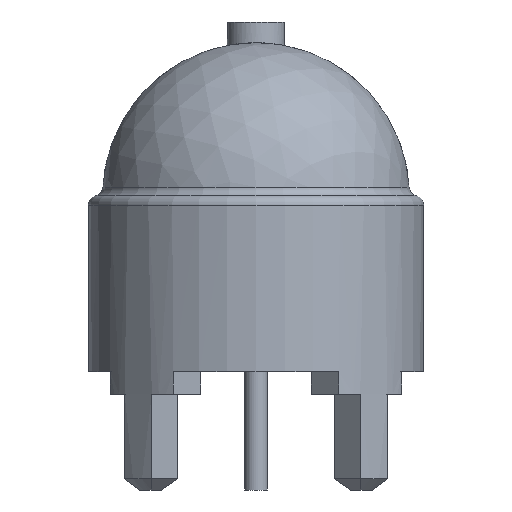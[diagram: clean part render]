
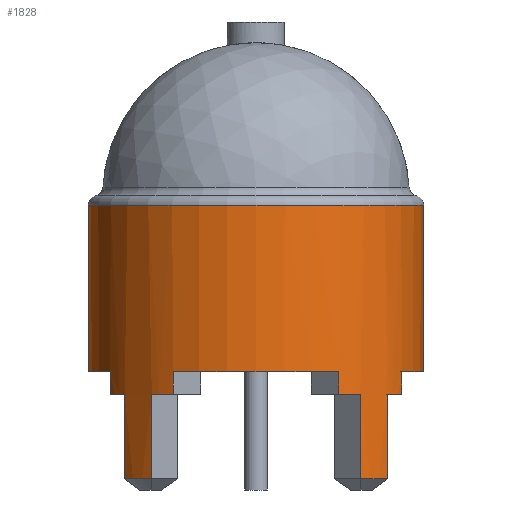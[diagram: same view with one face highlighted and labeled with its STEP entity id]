
A CAD part, left-side view. The second image highlights one B-rep face of the part: STEP entity #1828.
In plain terms, the highlighted cylindrical face has radius 5.25 mm (diameter 10.5 mm), a partial arc.
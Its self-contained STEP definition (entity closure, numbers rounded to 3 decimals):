
#142=LINE('',#2989,#272);
#159=LINE('',#3205,#289);
#162=LINE('',#3211,#292);
#163=LINE('',#3215,#293);
#164=LINE('',#3219,#294);
#165=LINE('',#3222,#295);
#166=LINE('',#3224,#296);
#167=LINE('',#3227,#297);
#168=LINE('',#3230,#298);
#169=LINE('',#3231,#299);
#272=VECTOR('',#2229,10.);
#289=VECTOR('',#2326,10.);
#292=VECTOR('',#2331,10.);
#293=VECTOR('',#2334,10.);
#294=VECTOR('',#2337,10.);
#295=VECTOR('',#2340,10.);
#296=VECTOR('',#2341,10.);
#297=VECTOR('',#2344,10.);
#298=VECTOR('',#2347,10.);
#299=VECTOR('',#2348,10.);
#390=CYLINDRICAL_SURFACE('',#2004,5.25);
#446=FACE_OUTER_BOUND('',#569,.T.);
#569=EDGE_LOOP('',(#1397,#1398,#1399,#1400,#1401,#1402,#1403,#1404,#1405,
#1406,#1407,#1408,#1409,#1410,#1411,#1412,#1413,#1414,#1415,#1416,#1417,
#1418,#1419,#1420));
#665=B_SPLINE_CURVE_WITH_KNOTS('',3,(#2822,#2823,#2824,#2825),
 .UNSPECIFIED.,.F.,.F.,(4,4),(0.,0.01),.UNSPECIFIED.);
#668=B_SPLINE_CURVE_WITH_KNOTS('',3,(#2853,#2854,#2855,#2856),
 .UNSPECIFIED.,.F.,.F.,(4,4),(1.618,1.628),
 .UNSPECIFIED.);
#673=B_SPLINE_CURVE_WITH_KNOTS('',3,(#3033,#3034,#3035,#3036,#3037,#3038,
#3039),.UNSPECIFIED.,.F.,.F.,(4,1,1,1,4),(0.057,0.072,
0.105,0.172,0.271),.UNSPECIFIED.);
#676=B_SPLINE_CURVE_WITH_KNOTS('',3,(#3094,#3095,#3096,#3097,#3098,#3099,
#3100),.UNSPECIFIED.,.F.,.F.,(4,1,1,1,4),(-0.271,-0.138,
-0.105,-0.072,-0.057),
 .UNSPECIFIED.);
#701=CIRCLE('',#1953,5.25);
#703=CIRCLE('',#1955,5.25);
#705=CIRCLE('',#1957,5.25);
#716=CIRCLE('',#1972,5.25);
#728=CIRCLE('',#1997,5.25);
#731=CIRCLE('',#2005,5.25);
#732=CIRCLE('',#2006,5.25);
#733=CIRCLE('',#2007,5.25);
#734=CIRCLE('',#2008,5.25);
#735=CIRCLE('',#2009,5.25);
#804=VERTEX_POINT('',#2819);
#805=VERTEX_POINT('',#2821);
#810=VERTEX_POINT('',#2843);
#811=VERTEX_POINT('',#2852);
#820=VERTEX_POINT('',#2949);
#821=VERTEX_POINT('',#2951);
#824=VERTEX_POINT('',#2957);
#825=VERTEX_POINT('',#2959);
#828=VERTEX_POINT('',#2965);
#829=VERTEX_POINT('',#2967);
#841=VERTEX_POINT('',#3032);
#844=VERTEX_POINT('',#3092);
#861=VERTEX_POINT('',#3171);
#862=VERTEX_POINT('',#3176);
#867=VERTEX_POINT('',#3204);
#869=VERTEX_POINT('',#3210);
#870=VERTEX_POINT('',#3212);
#871=VERTEX_POINT('',#3214);
#872=VERTEX_POINT('',#3216);
#873=VERTEX_POINT('',#3218);
#874=VERTEX_POINT('',#3220);
#875=VERTEX_POINT('',#3223);
#876=VERTEX_POINT('',#3226);
#877=VERTEX_POINT('',#3228);
#982=EDGE_CURVE('',#804,#805,#665,.T.);
#988=EDGE_CURVE('',#810,#811,#668,.T.);
#1002=EDGE_CURVE('',#821,#820,#701,.T.);
#1006=EDGE_CURVE('',#825,#824,#703,.T.);
#1010=EDGE_CURVE('',#829,#828,#705,.T.);
#1021=EDGE_CURVE('',#829,#804,#142,.T.);
#1025=EDGE_CURVE('',#805,#841,#673,.T.);
#1030=EDGE_CURVE('',#844,#810,#676,.T.);
#1032=EDGE_CURVE('',#841,#844,#716,.T.);
#1060=EDGE_CURVE('',#861,#862,#728,.T.);
#1070=EDGE_CURVE('',#867,#862,#159,.T.);
#1073=EDGE_CURVE('',#828,#869,#162,.T.);
#1074=EDGE_CURVE('',#869,#870,#731,.T.);
#1075=EDGE_CURVE('',#870,#871,#163,.T.);
#1076=EDGE_CURVE('',#872,#871,#732,.T.);
#1077=EDGE_CURVE('',#873,#872,#164,.T.);
#1078=EDGE_CURVE('',#873,#874,#733,.T.);
#1079=EDGE_CURVE('',#874,#825,#165,.T.);
#1080=EDGE_CURVE('',#824,#875,#166,.T.);
#1081=EDGE_CURVE('',#875,#867,#734,.T.);
#1082=EDGE_CURVE('',#876,#861,#167,.T.);
#1083=EDGE_CURVE('',#876,#877,#735,.T.);
#1084=EDGE_CURVE('',#877,#821,#168,.T.);
#1085=EDGE_CURVE('',#820,#811,#169,.T.);
#1397=ORIENTED_EDGE('',*,*,#1025,.F.);
#1398=ORIENTED_EDGE('',*,*,#982,.F.);
#1399=ORIENTED_EDGE('',*,*,#1021,.F.);
#1400=ORIENTED_EDGE('',*,*,#1010,.T.);
#1401=ORIENTED_EDGE('',*,*,#1073,.T.);
#1402=ORIENTED_EDGE('',*,*,#1074,.T.);
#1403=ORIENTED_EDGE('',*,*,#1075,.T.);
#1404=ORIENTED_EDGE('',*,*,#1076,.F.);
#1405=ORIENTED_EDGE('',*,*,#1077,.F.);
#1406=ORIENTED_EDGE('',*,*,#1078,.T.);
#1407=ORIENTED_EDGE('',*,*,#1079,.T.);
#1408=ORIENTED_EDGE('',*,*,#1006,.T.);
#1409=ORIENTED_EDGE('',*,*,#1080,.T.);
#1410=ORIENTED_EDGE('',*,*,#1081,.T.);
#1411=ORIENTED_EDGE('',*,*,#1070,.T.);
#1412=ORIENTED_EDGE('',*,*,#1060,.F.);
#1413=ORIENTED_EDGE('',*,*,#1082,.F.);
#1414=ORIENTED_EDGE('',*,*,#1083,.T.);
#1415=ORIENTED_EDGE('',*,*,#1084,.T.);
#1416=ORIENTED_EDGE('',*,*,#1002,.T.);
#1417=ORIENTED_EDGE('',*,*,#1085,.T.);
#1418=ORIENTED_EDGE('',*,*,#988,.F.);
#1419=ORIENTED_EDGE('',*,*,#1030,.F.);
#1420=ORIENTED_EDGE('',*,*,#1032,.F.);
#1828=ADVANCED_FACE('',(#446),#390,.T.);
#1953=AXIS2_PLACEMENT_3D('',#2952,#2198,#2199);
#1955=AXIS2_PLACEMENT_3D('',#2960,#2204,#2205);
#1957=AXIS2_PLACEMENT_3D('',#2968,#2210,#2211);
#1972=AXIS2_PLACEMENT_3D('',#3103,#2247,#2248);
#1997=AXIS2_PLACEMENT_3D('',#3177,#2308,#2309);
#2004=AXIS2_PLACEMENT_3D('',#3209,#2329,#2330);
#2005=AXIS2_PLACEMENT_3D('',#3213,#2332,#2333);
#2006=AXIS2_PLACEMENT_3D('',#3217,#2335,#2336);
#2007=AXIS2_PLACEMENT_3D('',#3221,#2338,#2339);
#2008=AXIS2_PLACEMENT_3D('',#3225,#2342,#2343);
#2009=AXIS2_PLACEMENT_3D('',#3229,#2345,#2346);
#2198=DIRECTION('center_axis',(0.,0.,1.));
#2199=DIRECTION('ref_axis',(1.,0.,0.));
#2204=DIRECTION('center_axis',(0.,0.,1.));
#2205=DIRECTION('ref_axis',(1.,0.,0.));
#2210=DIRECTION('center_axis',(0.,0.,1.));
#2211=DIRECTION('ref_axis',(1.,0.,0.));
#2229=DIRECTION('',(0.,0.,1.));
#2247=DIRECTION('center_axis',(0.,0.,1.));
#2248=DIRECTION('ref_axis',(-1.,0.,0.));
#2308=DIRECTION('center_axis',(0.,0.,-1.));
#2309=DIRECTION('ref_axis',(-1.,0.,0.));
#2326=DIRECTION('',(0.,0.,-1.));
#2329=DIRECTION('center_axis',(0.,0.,1.));
#2330=DIRECTION('ref_axis',(-1.,0.,0.));
#2331=DIRECTION('',(0.,0.,-1.));
#2332=DIRECTION('center_axis',(0.,0.,1.));
#2333=DIRECTION('ref_axis',(1.,0.,0.));
#2334=DIRECTION('',(0.,0.,-1.));
#2335=DIRECTION('center_axis',(0.,0.,-1.));
#2336=DIRECTION('ref_axis',(-1.,0.,0.));
#2337=DIRECTION('',(0.,0.,-1.));
#2338=DIRECTION('center_axis',(0.,0.,1.));
#2339=DIRECTION('ref_axis',(1.,0.,0.));
#2340=DIRECTION('',(0.,0.,1.));
#2341=DIRECTION('',(0.,0.,-1.));
#2342=DIRECTION('center_axis',(0.,0.,1.));
#2343=DIRECTION('ref_axis',(1.,0.,0.));
#2344=DIRECTION('',(0.,0.,-1.));
#2345=DIRECTION('center_axis',(0.,0.,1.));
#2346=DIRECTION('ref_axis',(1.,0.,0.));
#2347=DIRECTION('',(0.,0.,1.));
#2348=DIRECTION('',(0.,0.,1.));
#2819=CARTESIAN_POINT('',(2.127,4.8,6.2));
#2821=CARTESIAN_POINT('',(2.129,4.799,6.302));
#2822=CARTESIAN_POINT('Ctrl Pts',(2.127,4.8,6.2));
#2823=CARTESIAN_POINT('Ctrl Pts',(2.127,4.8,6.234));
#2824=CARTESIAN_POINT('Ctrl Pts',(2.127,4.8,6.268));
#2825=CARTESIAN_POINT('Ctrl Pts',(2.129,4.799,6.302));
#2843=CARTESIAN_POINT('',(2.129,-4.799,6.302));
#2852=CARTESIAN_POINT('',(2.127,-4.8,6.2));
#2853=CARTESIAN_POINT('Ctrl Pts',(2.129,-4.799,6.302));
#2854=CARTESIAN_POINT('Ctrl Pts',(2.127,-4.8,6.268));
#2855=CARTESIAN_POINT('Ctrl Pts',(2.127,-4.8,6.234));
#2856=CARTESIAN_POINT('Ctrl Pts',(2.127,-4.8,6.2));
#2949=CARTESIAN_POINT('',(2.127,-4.8,0.7));
#2951=CARTESIAN_POINT('',(-2.588,-4.568,0.7));
#2952=CARTESIAN_POINT('Origin',(0.,0.,0.7));
#2957=CARTESIAN_POINT('',(-4.568,-2.588,0.7));
#2959=CARTESIAN_POINT('',(-4.568,2.588,0.7));
#2960=CARTESIAN_POINT('Origin',(0.,0.,0.7));
#2965=CARTESIAN_POINT('',(-2.588,4.568,0.7));
#2967=CARTESIAN_POINT('',(2.127,4.8,0.7));
#2968=CARTESIAN_POINT('Origin',(0.,0.,0.7));
#2989=CARTESIAN_POINT('',(2.127,4.8,0.));
#3032=CARTESIAN_POINT('',(0.,5.25,5.917));
#3033=CARTESIAN_POINT('Ctrl Pts',(2.129,4.799,6.303));
#3034=CARTESIAN_POINT('Ctrl Pts',(2.098,4.813,6.266));
#3035=CARTESIAN_POINT('Ctrl Pts',(1.974,4.867,6.16));
#3036=CARTESIAN_POINT('Ctrl Pts',(1.622,5.002,6.018));
#3037=CARTESIAN_POINT('Ctrl Pts',(0.941,5.191,5.925));
#3038=CARTESIAN_POINT('Ctrl Pts',(0.353,5.25,5.917));
#3039=CARTESIAN_POINT('Ctrl Pts',(0.,5.25,5.917));
#3092=CARTESIAN_POINT('',(0.,-5.25,5.917));
#3094=CARTESIAN_POINT('Ctrl Pts',(0.,-5.25,5.917));
#3095=CARTESIAN_POINT('Ctrl Pts',(0.471,-5.25,5.917));
#3096=CARTESIAN_POINT('Ctrl Pts',(1.062,-5.169,5.919));
#3097=CARTESIAN_POINT('Ctrl Pts',(1.725,-4.962,6.059));
#3098=CARTESIAN_POINT('Ctrl Pts',(1.973,-4.867,6.161));
#3099=CARTESIAN_POINT('Ctrl Pts',(2.097,-4.813,6.266));
#3100=CARTESIAN_POINT('Ctrl Pts',(2.129,-4.799,6.303));
#3103=CARTESIAN_POINT('Origin',(0.,0.,5.917));
#3171=CARTESIAN_POINT('',(-3.264,-4.112,-2.65));
#3176=CARTESIAN_POINT('',(-4.112,-3.264,-2.65));
#3177=CARTESIAN_POINT('Origin',(0.,0.,-2.65));
#3204=CARTESIAN_POINT('',(-4.112,-3.264,0.));
#3205=CARTESIAN_POINT('',(-4.112,-3.264,0.));
#3209=CARTESIAN_POINT('Origin',(0.,0.,0.));
#3210=CARTESIAN_POINT('',(-2.588,4.568,0.));
#3211=CARTESIAN_POINT('',(-2.588,4.568,0.));
#3212=CARTESIAN_POINT('',(-3.264,4.112,0.));
#3213=CARTESIAN_POINT('Origin',(0.,0.,0.));
#3214=CARTESIAN_POINT('',(-3.264,4.112,-2.65));
#3215=CARTESIAN_POINT('',(-3.264,4.112,0.));
#3216=CARTESIAN_POINT('',(-4.112,3.264,-2.65));
#3217=CARTESIAN_POINT('Origin',(0.,0.,-2.65));
#3218=CARTESIAN_POINT('',(-4.112,3.264,0.));
#3219=CARTESIAN_POINT('',(-4.112,3.264,0.));
#3220=CARTESIAN_POINT('',(-4.568,2.588,0.));
#3221=CARTESIAN_POINT('Origin',(0.,0.,0.));
#3222=CARTESIAN_POINT('',(-4.568,2.588,0.));
#3223=CARTESIAN_POINT('',(-4.568,-2.588,0.));
#3224=CARTESIAN_POINT('',(-4.568,-2.588,0.));
#3225=CARTESIAN_POINT('Origin',(0.,0.,0.));
#3226=CARTESIAN_POINT('',(-3.264,-4.112,0.));
#3227=CARTESIAN_POINT('',(-3.264,-4.112,0.));
#3228=CARTESIAN_POINT('',(-2.588,-4.568,0.));
#3229=CARTESIAN_POINT('Origin',(0.,0.,0.));
#3230=CARTESIAN_POINT('',(-2.588,-4.568,0.));
#3231=CARTESIAN_POINT('',(2.127,-4.8,0.));
